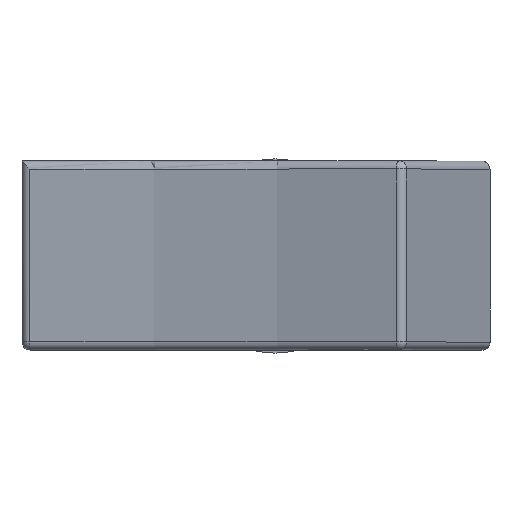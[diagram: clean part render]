
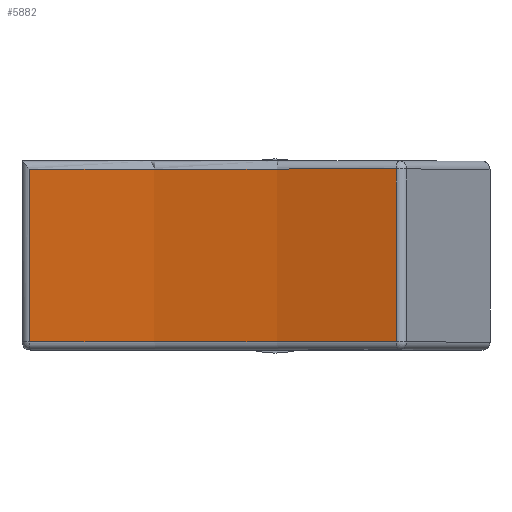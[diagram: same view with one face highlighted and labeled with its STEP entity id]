
A CAD part, top view. The second image highlights one B-rep face of the part: STEP entity #5882.
In plain terms, the highlighted cylindrical face has radius 36.671 mm (diameter 73.342 mm), a partial arc.
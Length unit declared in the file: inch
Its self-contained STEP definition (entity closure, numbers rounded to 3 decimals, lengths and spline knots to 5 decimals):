
#5427=CARTESIAN_POINT('',(0.1475,0.10512,0.73864));
#5428=VERTEX_POINT('',#5427);
#5462=CARTESIAN_POINT('',(0.1475,-0.10512,0.73864));
#5463=VERTEX_POINT('',#5462);
#5506=CARTESIAN_POINT('',(-0.29835,-0.10512,0.6398));
#5507=VERTEX_POINT('',#5506);
#5531=CARTESIAN_POINT('',(-0.38398,-0.10512,2.08101));
#5532=DIRECTION('',(0.0,1.0,0.0));
#5533=DIRECTION('',(0.216,0.0,-0.976));
#5534=AXIS2_PLACEMENT_3D('',#5531,#5532,#5533);
#5535=CIRCLE('',#5534,1.44375);
#5536=EDGE_CURVE('',#5463,#5507,#5535,.T.);
#5563=CARTESIAN_POINT('',(-0.29835,0.10512,0.6398));
#5564=VERTEX_POINT('',#5563);
#5565=CARTESIAN_POINT('',(-0.29835,-0.10512,0.6398));
#5566=DIRECTION('',(0.0,1.0,0.0));
#5567=VECTOR('',#5566,0.21024);
#5568=LINE('',#5565,#5567);
#5569=EDGE_CURVE('',#5507,#5564,#5568,.T.);
#5627=CARTESIAN_POINT('',(0.1475,0.10512,0.73864));
#5628=DIRECTION('',(0.0,-1.0,0.0));
#5629=VECTOR('',#5628,0.21024);
#5630=LINE('',#5627,#5629);
#5631=EDGE_CURVE('',#5428,#5463,#5630,.T.);
#5680=CARTESIAN_POINT('',(-0.38398,0.10512,2.08101));
#5681=DIRECTION('',(0.0,-1.0,0.0));
#5682=DIRECTION('',(0.216,0.0,-0.976));
#5683=AXIS2_PLACEMENT_3D('',#5680,#5681,#5682);
#5684=CIRCLE('',#5683,1.44375);
#5685=EDGE_CURVE('',#5564,#5428,#5684,.T.);
#5871=CARTESIAN_POINT('',(-0.38398,-0.11563,2.08101));
#5872=DIRECTION('',(0.0,1.0,0.0));
#5873=DIRECTION('',(-0.374,0.0,0.927));
#5874=AXIS2_PLACEMENT_3D('',#5871,#5872,#5873);
#5875=CYLINDRICAL_SURFACE('',#5874,1.44375);
#5876=ORIENTED_EDGE('',*,*,#5536,.F.);
#5877=ORIENTED_EDGE('',*,*,#5631,.F.);
#5878=ORIENTED_EDGE('',*,*,#5685,.F.);
#5879=ORIENTED_EDGE('',*,*,#5569,.F.);
#5880=EDGE_LOOP('',(#5876,#5877,#5878,#5879));
#5881=FACE_OUTER_BOUND('',#5880,.T.);
#5882=ADVANCED_FACE('',(#5881),#5875,.F.);
